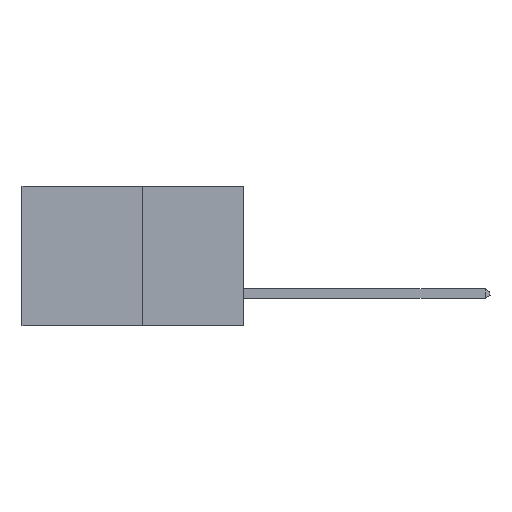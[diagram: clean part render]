
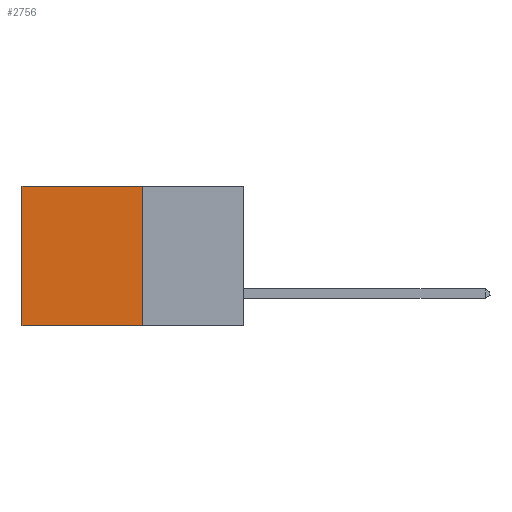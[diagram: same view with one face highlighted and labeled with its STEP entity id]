
A CAD part, left-side view. The second image highlights one B-rep face of the part: STEP entity #2756.
In plain terms, the highlighted planar face has unit normal (-1, 0, 0).
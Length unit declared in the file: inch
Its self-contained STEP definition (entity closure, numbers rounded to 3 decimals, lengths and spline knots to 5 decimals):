
#134 = CARTESIAN_POINT ( 'NONE',  ( 0.277, 0.27, 0. ) ) ;
#480 = VECTOR ( 'NONE', #2230, 39.37008 ) ;
#483 = PLANE ( 'NONE',  #7142 ) ;
#699 = LINE ( 'NONE', #2411, #480 ) ;
#769 = ORIENTED_EDGE ( 'NONE', *, *, #7468, .F. ) ;
#873 = VECTOR ( 'NONE', #1176, 39.37008 ) ;
#882 = DIRECTION ( 'NONE',  ( 1., 0., 0. ) ) ;
#981 = VERTEX_POINT ( 'NONE', #134 ) ;
#1116 = CARTESIAN_POINT ( 'NONE',  ( 0.277, 0.27, -0.37 ) ) ;
#1160 = VERTEX_POINT ( 'NONE', #2013 ) ;
#1176 = DIRECTION ( 'NONE',  ( 0., 0., -1. ) ) ;
#1763 = FACE_OUTER_BOUND ( 'NONE', #7595, .T. ) ;
#2013 = CARTESIAN_POINT ( 'NONE',  ( 0.277, 0.27, -0.37 ) ) ;
#2199 = CARTESIAN_POINT ( 'NONE',  ( 0.277, 0.59, 0. ) ) ;
#2230 = DIRECTION ( 'NONE',  ( 0., 0., -1. ) ) ;
#2411 = CARTESIAN_POINT ( 'NONE',  ( 0.277, 0.59, -0.37 ) ) ;
#2442 = VERTEX_POINT ( 'NONE', #2199 ) ;
#2646 = ORIENTED_EDGE ( 'NONE', *, *, #5563, .T. ) ;
#2756 = ADVANCED_FACE ( 'NONE', ( #1763 ), #483, .F. ) ;
#2966 = LINE ( 'NONE', #1116, #873 ) ;
#3032 = DIRECTION ( 'NONE',  ( 0., 1., 0. ) ) ;
#3057 = CARTESIAN_POINT ( 'NONE',  ( 0.277, 0.27, -0.37 ) ) ;
#3197 = VERTEX_POINT ( 'NONE', #4064 ) ;
#3610 = LINE ( 'NONE', #5341, #6700 ) ;
#4064 = CARTESIAN_POINT ( 'NONE',  ( 0.277, 0.59, -0.37 ) ) ;
#4959 = EDGE_CURVE ( 'NONE', #1160, #3197, #5366, .T. ) ;
#5341 = CARTESIAN_POINT ( 'NONE',  ( 0.277, 0.27, 0. ) ) ;
#5366 = LINE ( 'NONE', #3057, #8176 ) ;
#5464 = ORIENTED_EDGE ( 'NONE', *, *, #4959, .F. ) ;
#5518 = DIRECTION ( 'NONE',  ( 0., 1., 0. ) ) ;
#5563 = EDGE_CURVE ( 'NONE', #2442, #3197, #699, .T. ) ;
#5747 = DIRECTION ( 'NONE',  ( 0., 0., -1. ) ) ;
#6572 = CARTESIAN_POINT ( 'NONE',  ( 0.277, 0.27, -0.37 ) ) ;
#6700 = VECTOR ( 'NONE', #5518, 39.37008 ) ;
#6749 = EDGE_CURVE ( 'NONE', #981, #2442, #3610, .T. ) ;
#7142 = AXIS2_PLACEMENT_3D ( 'NONE', #6572, #882, #5747 ) ;
#7468 = EDGE_CURVE ( 'NONE', #981, #1160, #2966, .T. ) ;
#7595 = EDGE_LOOP ( 'NONE', ( #2646, #5464, #769, #7858 ) ) ;
#7858 = ORIENTED_EDGE ( 'NONE', *, *, #6749, .T. ) ;
#8176 = VECTOR ( 'NONE', #3032, 39.37008 ) ;
